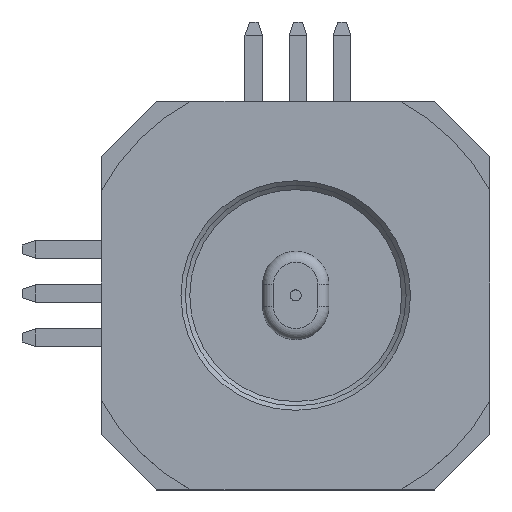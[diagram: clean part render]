
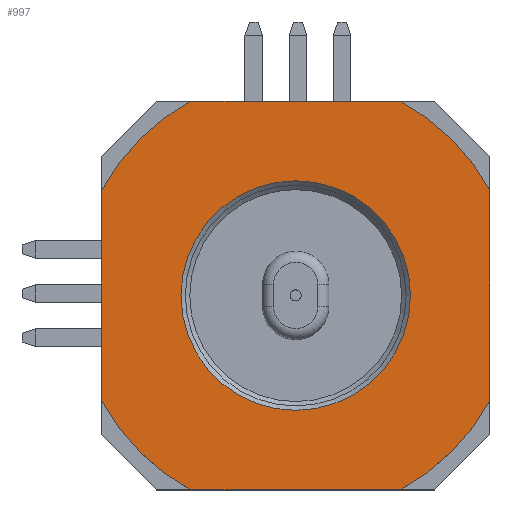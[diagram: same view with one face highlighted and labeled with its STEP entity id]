
A CAD part, top view. The second image highlights one B-rep face of the part: STEP entity #997.
In plain terms, the highlighted planar face has unit normal (0, 0, 1).
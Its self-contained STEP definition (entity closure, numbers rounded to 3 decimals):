
#34=FACE_BOUND('',#179,.T.);
#37=PLANE('',#1095);
#114=FACE_OUTER_BOUND('',#178,.T.);
#178=EDGE_LOOP('',(#732,#733,#734,#735,#736,#737,#738,#739));
#179=EDGE_LOOP('',(#740));
#244=LINE('',#1506,#358);
#245=LINE('',#1510,#359);
#246=LINE('',#1514,#360);
#247=LINE('',#1517,#361);
#358=VECTOR('',#1209,10.);
#359=VECTOR('',#1212,10.);
#360=VECTOR('',#1215,10.);
#361=VECTOR('',#1218,10.);
#472=CIRCLE('',#1094,5.2);
#473=CIRCLE('',#1096,10.);
#474=CIRCLE('',#1097,10.);
#475=CIRCLE('',#1098,10.);
#476=CIRCLE('',#1099,10.);
#498=VERTEX_POINT('',#1498);
#499=VERTEX_POINT('',#1502);
#500=VERTEX_POINT('',#1503);
#501=VERTEX_POINT('',#1505);
#502=VERTEX_POINT('',#1507);
#503=VERTEX_POINT('',#1509);
#504=VERTEX_POINT('',#1511);
#505=VERTEX_POINT('',#1513);
#506=VERTEX_POINT('',#1515);
#586=EDGE_CURVE('',#498,#498,#472,.T.);
#588=EDGE_CURVE('',#499,#500,#473,.T.);
#589=EDGE_CURVE('',#500,#501,#244,.T.);
#590=EDGE_CURVE('',#501,#502,#474,.T.);
#591=EDGE_CURVE('',#502,#503,#245,.T.);
#592=EDGE_CURVE('',#503,#504,#475,.T.);
#593=EDGE_CURVE('',#504,#505,#246,.T.);
#594=EDGE_CURVE('',#505,#506,#476,.T.);
#595=EDGE_CURVE('',#506,#499,#247,.T.);
#732=ORIENTED_EDGE('',*,*,#588,.T.);
#733=ORIENTED_EDGE('',*,*,#589,.T.);
#734=ORIENTED_EDGE('',*,*,#590,.T.);
#735=ORIENTED_EDGE('',*,*,#591,.T.);
#736=ORIENTED_EDGE('',*,*,#592,.T.);
#737=ORIENTED_EDGE('',*,*,#593,.T.);
#738=ORIENTED_EDGE('',*,*,#594,.T.);
#739=ORIENTED_EDGE('',*,*,#595,.T.);
#740=ORIENTED_EDGE('',*,*,#586,.F.);
#997=ADVANCED_FACE('',(#114,#34),#37,.T.);
#1094=AXIS2_PLACEMENT_3D('',#1499,#1202,#1203);
#1095=AXIS2_PLACEMENT_3D('',#1501,#1205,#1206);
#1096=AXIS2_PLACEMENT_3D('',#1504,#1207,#1208);
#1097=AXIS2_PLACEMENT_3D('',#1508,#1210,#1211);
#1098=AXIS2_PLACEMENT_3D('',#1512,#1213,#1214);
#1099=AXIS2_PLACEMENT_3D('',#1516,#1216,#1217);
#1202=DIRECTION('center_axis',(0.,0.,1.));
#1203=DIRECTION('ref_axis',(-1.,0.,0.));
#1205=DIRECTION('center_axis',(0.,0.,1.));
#1206=DIRECTION('ref_axis',(1.,0.,0.));
#1207=DIRECTION('center_axis',(0.,0.,1.));
#1208=DIRECTION('ref_axis',(-1.,0.,0.));
#1209=DIRECTION('',(1.,0.,0.));
#1210=DIRECTION('center_axis',(0.,0.,1.));
#1211=DIRECTION('ref_axis',(-1.,0.,0.));
#1212=DIRECTION('',(0.,1.,0.));
#1213=DIRECTION('center_axis',(0.,0.,1.));
#1214=DIRECTION('ref_axis',(-1.,0.,0.));
#1215=DIRECTION('',(-1.,0.,0.));
#1216=DIRECTION('center_axis',(0.,0.,1.));
#1217=DIRECTION('ref_axis',(-1.,0.,0.));
#1218=DIRECTION('',(0.,-1.,0.));
#1498=CARTESIAN_POINT('',(5.2,0.,5.35));
#1499=CARTESIAN_POINT('Origin',(0.,0.,5.35));
#1501=CARTESIAN_POINT('Origin',(0.,0.,5.35));
#1502=CARTESIAN_POINT('',(-8.8,-4.75,5.35));
#1503=CARTESIAN_POINT('',(-4.75,-8.8,5.35));
#1504=CARTESIAN_POINT('Origin',(0.,0.,5.35));
#1505=CARTESIAN_POINT('',(4.75,-8.8,5.35));
#1506=CARTESIAN_POINT('',(8.8,-8.8,5.35));
#1507=CARTESIAN_POINT('',(8.8,-4.75,5.35));
#1508=CARTESIAN_POINT('Origin',(0.,0.,5.35));
#1509=CARTESIAN_POINT('',(8.8,4.75,5.35));
#1510=CARTESIAN_POINT('',(8.8,8.8,5.35));
#1511=CARTESIAN_POINT('',(4.75,8.8,5.35));
#1512=CARTESIAN_POINT('Origin',(0.,0.,5.35));
#1513=CARTESIAN_POINT('',(-4.75,8.8,5.35));
#1514=CARTESIAN_POINT('',(-8.8,8.8,5.35));
#1515=CARTESIAN_POINT('',(-8.8,4.75,5.35));
#1516=CARTESIAN_POINT('Origin',(0.,0.,5.35));
#1517=CARTESIAN_POINT('',(-8.8,-8.8,5.35));
